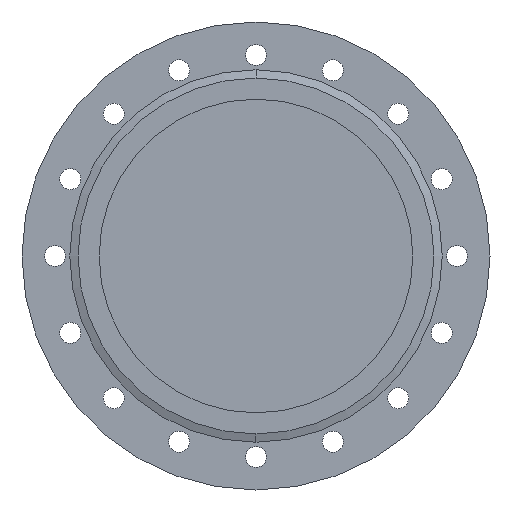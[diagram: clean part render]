
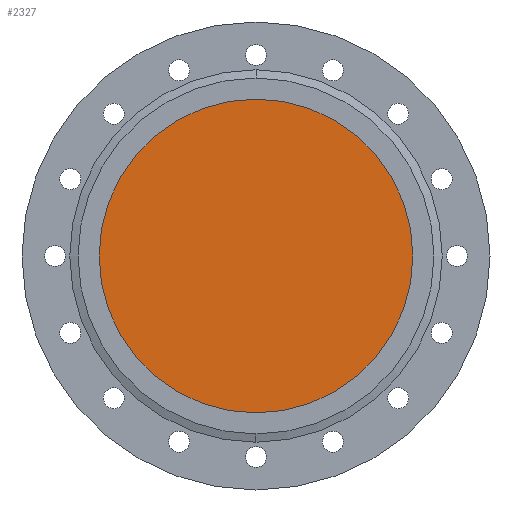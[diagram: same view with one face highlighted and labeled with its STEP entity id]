
A CAD part, left-side view. The second image highlights one B-rep face of the part: STEP entity #2327.
In plain terms, the highlighted planar face has unit normal (-1, 0, 0).
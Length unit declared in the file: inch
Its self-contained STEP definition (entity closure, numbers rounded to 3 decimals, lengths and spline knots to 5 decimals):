
#251 = ORIENTED_EDGE ( 'NONE', *, *, #1164, .T. ) ;
#415 = AXIS2_PLACEMENT_3D ( 'NONE', #665, #1364, #2018 ) ;
#445 = DIRECTION ( 'NONE',  ( 1., 0., 0. ) ) ;
#566 = EDGE_CURVE ( 'NONE', #694, #608, #1931, .T. ) ;
#569 = DIRECTION ( 'NONE',  ( -1., 0., 0. ) ) ;
#608 = VERTEX_POINT ( 'NONE', #2224 ) ;
#665 = CARTESIAN_POINT ( 'NONE',  ( 0.68, 0., 0. ) ) ;
#694 = VERTEX_POINT ( 'NONE', #2450 ) ;
#724 = DIRECTION ( 'NONE',  ( 0., 0., -1. ) ) ;
#979 = EDGE_LOOP ( 'NONE', ( #251, #1920 ) ) ;
#988 = AXIS2_PLACEMENT_3D ( 'NONE', #2276, #569, #724 ) ;
#1164 = EDGE_CURVE ( 'NONE', #608, #694, #1577, .T. ) ;
#1208 = FACE_OUTER_BOUND ( 'NONE', #979, .T. ) ;
#1220 = DIRECTION ( 'NONE',  ( 0., 0., -1. ) ) ;
#1304 = AXIS2_PLACEMENT_3D ( 'NONE', #2206, #445, #1220 ) ;
#1364 = DIRECTION ( 'NONE',  ( -1., 0., 0. ) ) ;
#1382 = PLANE ( 'NONE',  #1304 ) ;
#1577 = CIRCLE ( 'NONE', #988, 2.2 ) ;
#1920 = ORIENTED_EDGE ( 'NONE', *, *, #566, .T. ) ;
#1931 = CIRCLE ( 'NONE', #415, 2.2 ) ;
#2018 = DIRECTION ( 'NONE',  ( 0., 0., -1. ) ) ;
#2206 = CARTESIAN_POINT ( 'NONE',  ( 0.68, 0., 0. ) ) ;
#2224 = CARTESIAN_POINT ( 'NONE',  ( 0.68, 0., -2.2 ) ) ;
#2276 = CARTESIAN_POINT ( 'NONE',  ( 0.68, 0., 0. ) ) ;
#2327 = ADVANCED_FACE ( 'NONE', ( #1208 ), #1382, .F. ) ;
#2450 = CARTESIAN_POINT ( 'NONE',  ( 0.68, 0., 2.2 ) ) ;
